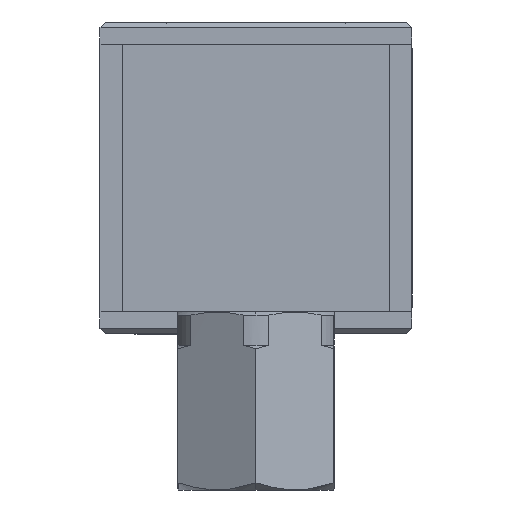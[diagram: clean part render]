
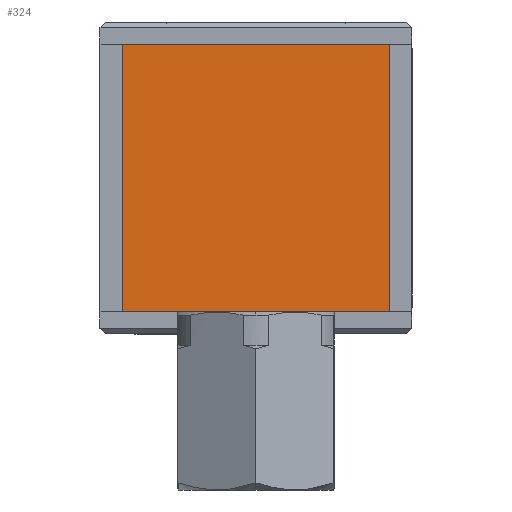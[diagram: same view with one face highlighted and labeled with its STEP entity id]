
A CAD part, front view. The second image highlights one B-rep face of the part: STEP entity #324.
In plain terms, the highlighted planar face has unit normal (0, -1, 0).
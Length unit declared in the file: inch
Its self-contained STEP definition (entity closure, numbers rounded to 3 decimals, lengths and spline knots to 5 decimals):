
#324 = ADVANCED_FACE ( 'NONE', ( #21352 ), #16615, .T. ) ;
#647 = LINE ( 'NONE', #26679, #1260 ) ;
#1260 = VECTOR ( 'NONE', #10013, 39.37008 ) ;
#1842 = DIRECTION ( 'NONE',  ( 1., 0., 0. ) ) ;
#2110 = EDGE_CURVE ( 'NONE', #24944, #18456, #647, .T. ) ;
#3994 = LINE ( 'NONE', #20368, #25636 ) ;
#4510 = CARTESIAN_POINT ( 'NONE',  ( 0.75, -8., -0.75 ) ) ;
#5019 = VERTEX_POINT ( 'NONE', #17227 ) ;
#5565 = EDGE_CURVE ( 'NONE', #5019, #24944, #17748, .T. ) ;
#7441 = DIRECTION ( 'NONE',  ( -1., 0., 0. ) ) ;
#9911 = CARTESIAN_POINT ( 'NONE',  ( 0., -8., -1.5 ) ) ;
#10013 = DIRECTION ( 'NONE',  ( -1., 0., 0. ) ) ;
#10028 = VECTOR ( 'NONE', #24786, 39.37008 ) ;
#11687 = VERTEX_POINT ( 'NONE', #9911 ) ;
#12033 = ORIENTED_EDGE ( 'NONE', *, *, #19435, .T. ) ;
#12938 = EDGE_CURVE ( 'NONE', #18456, #11687, #17453, .T. ) ;
#14168 = DIRECTION ( 'NONE',  ( 0., -1., 0. ) ) ;
#15440 = CARTESIAN_POINT ( 'NONE',  ( 1.5, -8., -0.75 ) ) ;
#15689 = EDGE_LOOP ( 'NONE', ( #16188, #16067, #12033, #21472 ) ) ;
#16067 = ORIENTED_EDGE ( 'NONE', *, *, #12938, .T. ) ;
#16188 = ORIENTED_EDGE ( 'NONE', *, *, #2110, .T. ) ;
#16615 = PLANE ( 'NONE',  #17655 ) ;
#17227 = CARTESIAN_POINT ( 'NONE',  ( 1.5, -8., -1.5 ) ) ;
#17453 = LINE ( 'NONE', #26628, #25389 ) ;
#17655 = AXIS2_PLACEMENT_3D ( 'NONE', #4510, #14168, #7441 ) ;
#17748 = LINE ( 'NONE', #15440, #10028 ) ;
#18456 = VERTEX_POINT ( 'NONE', #21090 ) ;
#19435 = EDGE_CURVE ( 'NONE', #11687, #5019, #3994, .T. ) ;
#20368 = CARTESIAN_POINT ( 'NONE',  ( 0.75, -8., -1.5 ) ) ;
#21090 = CARTESIAN_POINT ( 'NONE',  ( 0., -8., 0. ) ) ;
#21352 = FACE_OUTER_BOUND ( 'NONE', #15689, .T. ) ;
#21472 = ORIENTED_EDGE ( 'NONE', *, *, #5565, .T. ) ;
#24630 = DIRECTION ( 'NONE',  ( 0., 0., -1. ) ) ;
#24786 = DIRECTION ( 'NONE',  ( 0., 0., 1. ) ) ;
#24944 = VERTEX_POINT ( 'NONE', #28383 ) ;
#25389 = VECTOR ( 'NONE', #24630, 39.37008 ) ;
#25636 = VECTOR ( 'NONE', #1842, 39.37008 ) ;
#26628 = CARTESIAN_POINT ( 'NONE',  ( 0., -8., -0.75 ) ) ;
#26679 = CARTESIAN_POINT ( 'NONE',  ( 0.75, -8., 0. ) ) ;
#28383 = CARTESIAN_POINT ( 'NONE',  ( 1.5, -8., 0. ) ) ;
